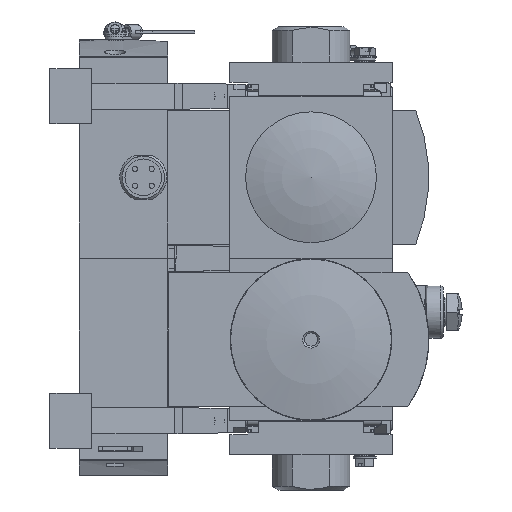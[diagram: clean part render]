
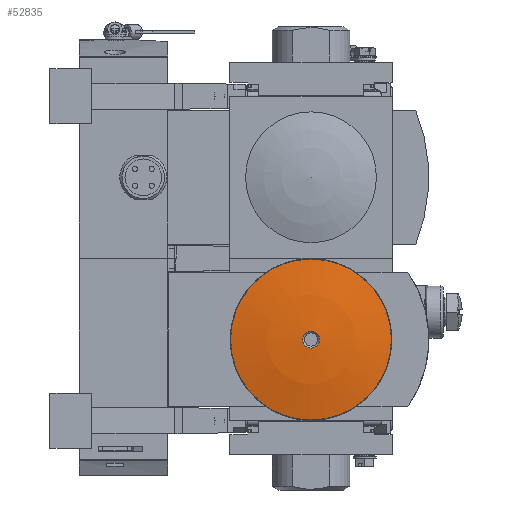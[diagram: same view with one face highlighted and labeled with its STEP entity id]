
A CAD part, front view. The second image highlights one B-rep face of the part: STEP entity #52835.
In plain terms, the highlighted toroidal (fillet/blend) face has major radius 0.393 mm and minor radius 150 mm.
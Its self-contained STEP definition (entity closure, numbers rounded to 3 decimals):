
#181=DEGENERATE_TOROIDAL_SURFACE('',#56325,0.393,150.,
 .F.);
#2178=CIRCLE('',#56324,3.256);
#2179=CIRCLE('',#56326,30.742);
#10177=ORIENTED_EDGE('',*,*,#18769,.T.);
#10178=ORIENTED_EDGE('',*,*,#18768,.F.);
#18768=EDGE_CURVE('',#23659,#23659,#2178,.T.);
#18769=EDGE_CURVE('',#23660,#23660,#2179,.T.);
#23659=VERTEX_POINT('',#78880);
#23660=VERTEX_POINT('',#78883);
#35397=EDGE_LOOP('',(#10177));
#35398=EDGE_LOOP('',(#10178));
#38264=FACE_BOUND('',#35397,.T.);
#38265=FACE_BOUND('',#35398,.T.);
#52835=ADVANCED_FACE('',(#38264,#38265),#181,.F.);
#56324=AXIS2_PLACEMENT_3D('',#78879,#65507,#65508);
#56325=AXIS2_PLACEMENT_3D('',#78881,#65509,#65510);
#56326=AXIS2_PLACEMENT_3D('',#78882,#65511,#65512);
#65507=DIRECTION('',(0.,-1.,0.));
#65508=DIRECTION('',(0.,0.,-1.));
#65509=DIRECTION('',(0.,-1.,0.));
#65510=DIRECTION('',(0.,0.,-1.));
#65511=DIRECTION('',(0.,-1.,0.));
#65512=DIRECTION('',(0.,0.,-1.));
#78879=CARTESIAN_POINT('',(0.,-185.456,0.));
#78880=CARTESIAN_POINT('',(0.,-185.456,-3.256));
#78881=CARTESIAN_POINT('',(0.,-35.501,0.));
#78882=CARTESIAN_POINT('',(0.,-182.234,0.));
#78883=CARTESIAN_POINT('',(0.,-182.234,-30.742));
